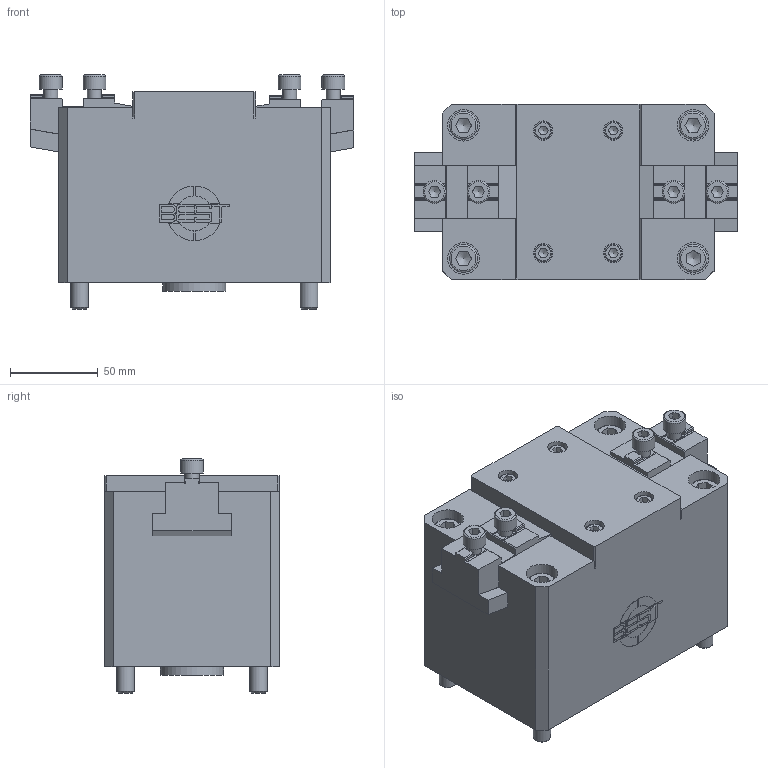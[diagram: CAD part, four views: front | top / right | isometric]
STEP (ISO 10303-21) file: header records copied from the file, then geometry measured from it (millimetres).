
FILE_DESCRIPTION((''),'2;1');
FILE_NAME('102-0155-001-Kunde.stp','2010-12-02T11:26:11',('Meier'),(''),'Autodesk Inventor 2010','Autodesk Inventor 2010','');
FILE_SCHEMA(('CONFIG_CONTROL_DESIGN'));
Length unit declared in the file: millimetre
Products named in the file (1): 102-0155-001-Kunde
Bounding box: 184.4 x 100 x 133.57 mm (x, y, z)
Volume: 1623023.7 mm3; surface area: 135838.1 mm2
Topology: 1 solids, 13 shells, 587 faces, 1473 edges, 944 vertices
Faces by surface type: plane 380, cylinder 103, bspline 63, cone 21, torus 20
Full cylindrical faces by diameter (mm): 6 x6, 8 x4, 10 x8, 13 x4, 16 x4, 36 x1
Entity records: 17712 total; most frequent: CARTESIAN_POINT 3771, ORIENTED_EDGE 2686, DIRECTION 2622, EDGE_CURVE 1343, VECTOR 954, LINE 954, VERTEX_POINT 913, AXIS2_PLACEMENT_3D 834
